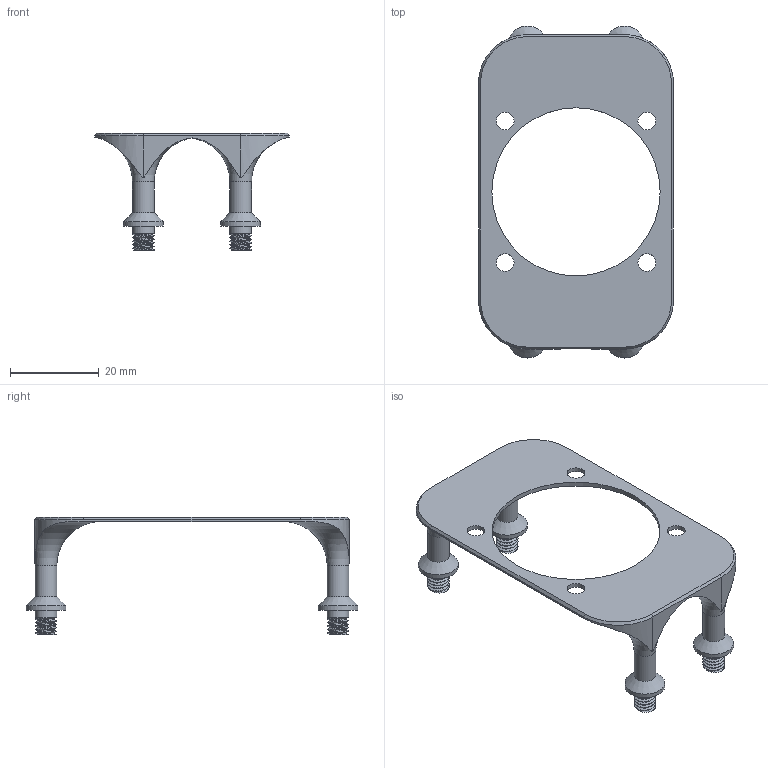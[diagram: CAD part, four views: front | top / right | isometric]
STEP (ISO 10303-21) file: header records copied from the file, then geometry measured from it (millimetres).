
FILE_DESCRIPTION(/* description */ (''),/* implementation_level */ '2;1');
FILE_NAME(/* name */ 'fan_mount_frame.step',/* time_stamp */ '2023-12-06T19:10:47+01:00',/* author */ (''),/* organization */ (''),/* preprocessor_version */ 'ST-DEVELOPER v20',/* originating_system */ 'Autodesk Translation Framework v12.14.0.127',/* authorisation */ '');
FILE_SCHEMA (('AUTOMOTIVE_DESIGN { 1 0 10303 214 3 1 1 }'));
Length unit declared in the file: millimetre
Products named in the file (1): FanMount
Bounding box: 44 x 75 x 26.6 mm (x, y, z)
Volume: 5652.6 mm3; surface area: 6115.6 mm2
Topology: 1 solids, 1 shells, 87 faces, 243 edges, 162 vertices
Faces by surface type: cylinder 45, plane 22, cone 8, bspline 8, torus 4
Full cylindrical faces by diameter (mm): 3.99 x16, 4 x4, 4.901 x8, 9 x4, 38 x1
Entity records: 7433 total; most frequent: CARTESIAN_POINT 5314, ORIENTED_EDGE 486, DIRECTION 359, EDGE_CURVE 243, VERTEX_POINT 162, AXIS2_PLACEMENT_3D 146, B_SPLINE_CURVE_WITH_KNOTS 110, EDGE_LOOP 101
